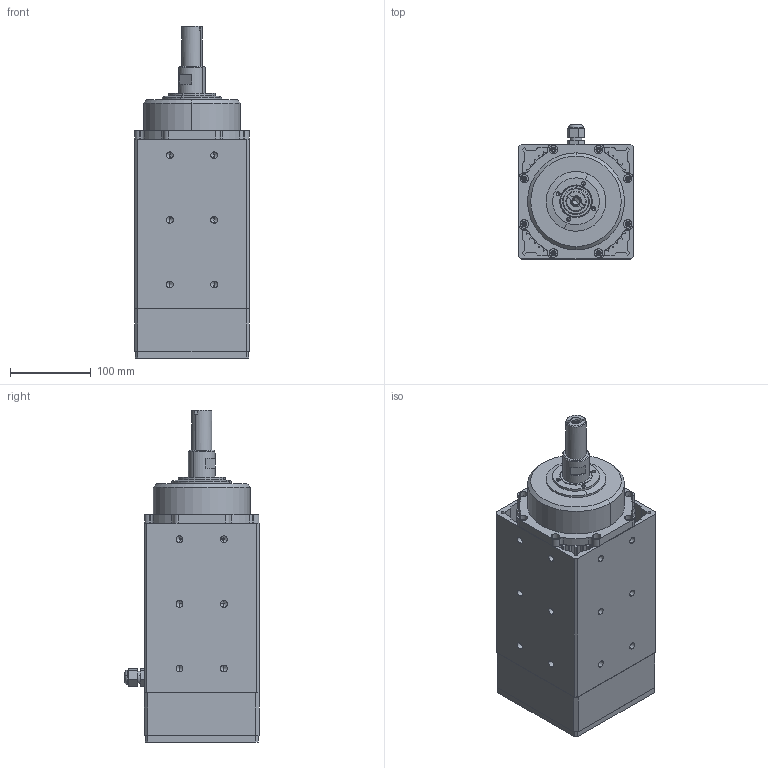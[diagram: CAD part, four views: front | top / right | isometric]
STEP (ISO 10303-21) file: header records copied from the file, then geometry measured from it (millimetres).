
FILE_DESCRIPTION (( 'STEP AP203' ), '1' );
FILE_NAME ('GDF71-12Z-5.5é¾²Û»ú.STEP', '2022-09-19T00:26:22', ( '' ), ( '' ), 'SwSTEP 2.0', 'SolidWorks 2019', '' );
FILE_SCHEMA (( 'CONFIG_CONTROL_DESIGN' ));
Length unit declared in the file: millimetre
Products named in the file (7): GDF71-12Z-5.5樴羞儂; GDF71-12Z-5.5-04粣; GDF71-6Z-5.8-20瑞欶褲; GDF71-12Z-5.5-01儂褲; GDF71-12Z-5.5-02前端盖; 萇擢嘐隅芛; GDF71-12Z-5.5-07-L
Assembly tree (6 placements, depth 2):
  GDF71-12Z-5.5樴羞儂
    GDF71-12Z-5.5-01儂褲
    GDF71-6Z-5.8-20瑞欶褲
    GDF71-12Z-5.5-02前端盖
    GDF71-12Z-5.5-04粣
    GDF71-12Z-5.5-07-L
    萇擢嘐隅芛
Bounding box: 142 x 166 x 411 mm (x, y, z)
Volume: 2981472.6 mm3; surface area: 500304.5 mm2
Topology: 6 solids, 6 shells, 593 faces, 1586 edges, 999 vertices
Faces by surface type: cylinder 300, plane 185, cone 106, torus 2
Entity records: 19716 total; most frequent: CARTESIAN_POINT 4062, DIRECTION 3182, ORIENTED_EDGE 3088, EDGE_CURVE 1544, AXIS2_PLACEMENT_3D 1174, VERTEX_POINT 999, LINE 834, VECTOR 834
